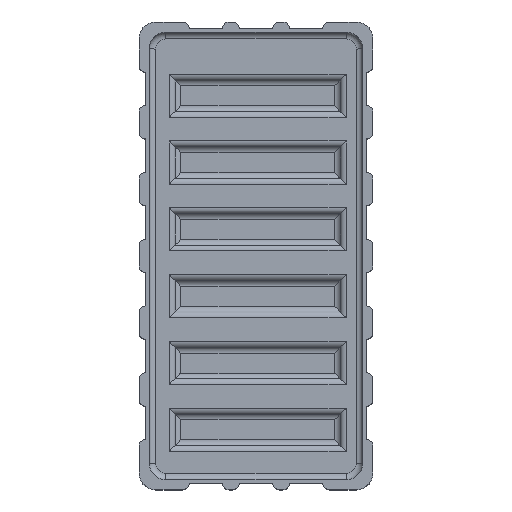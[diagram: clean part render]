
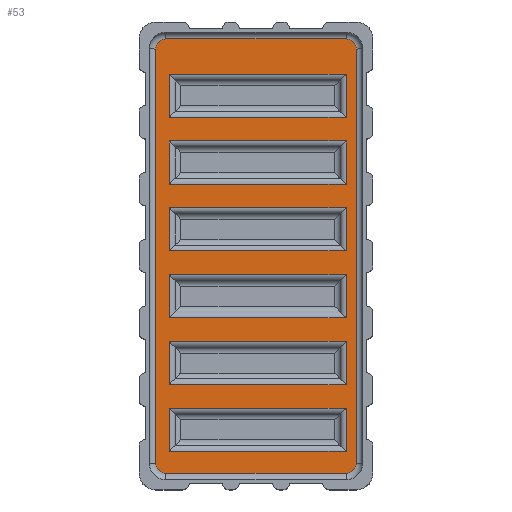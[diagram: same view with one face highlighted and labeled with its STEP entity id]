
A CAD part, top view. The second image highlights one B-rep face of the part: STEP entity #53.
In plain terms, the highlighted planar face has unit normal (0, 0, 1).
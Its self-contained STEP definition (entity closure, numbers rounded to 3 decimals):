
#53=ADVANCED_FACE('',(#1430,#1432,#1434,#1436,#1438,#1440,#1442),#1444,.T.);
#1430=FACE_BOUND('',#1431,.T.);
#1431=EDGE_LOOP('',(#2515,#2516,#2517,#2518,#2519,#2520,#2521,#2522));
#1432=FACE_BOUND('',#1433,.T.);
#1433=EDGE_LOOP('',(#2523,#2524,#2525,#2526));
#1434=FACE_BOUND('',#1435,.T.);
#1435=EDGE_LOOP('',(#2527,#2528,#2529,#2530));
#1436=FACE_BOUND('',#1437,.T.);
#1437=EDGE_LOOP('',(#2531,#2532,#2533,#2534));
#1438=FACE_BOUND('',#1439,.T.);
#1439=EDGE_LOOP('',(#2535,#2536,#2537,#2538));
#1440=FACE_BOUND('',#1441,.T.);
#1441=EDGE_LOOP('',(#2539,#2540,#2541,#2542));
#1442=FACE_BOUND('',#1443,.T.);
#1443=EDGE_LOOP('',(#2543,#2544,#2545,#2546));
#1444=PLANE('',#1445);
#1445=AXIS2_PLACEMENT_3D('',#1446,#1447,#1448);
#1446=CARTESIAN_POINT('',(0.,0.,3.));
#1447=DIRECTION('',(0.,0.,1.));
#1448=DIRECTION('',(-1.,0.,0.));
#2515=ORIENTED_EDGE('',*,*,#3315,.T.);
#2516=ORIENTED_EDGE('',*,*,#3316,.F.);
#2517=ORIENTED_EDGE('',*,*,#3317,.T.);
#2518=ORIENTED_EDGE('',*,*,#3318,.F.);
#2519=ORIENTED_EDGE('',*,*,#3319,.T.);
#2520=ORIENTED_EDGE('',*,*,#3320,.F.);
#2521=ORIENTED_EDGE('',*,*,#3321,.T.);
#2522=ORIENTED_EDGE('',*,*,#3322,.F.);
#2523=ORIENTED_EDGE('',*,*,#3323,.T.);
#2524=ORIENTED_EDGE('',*,*,#3324,.T.);
#2525=ORIENTED_EDGE('',*,*,#3325,.T.);
#2526=ORIENTED_EDGE('',*,*,#3326,.T.);
#2527=ORIENTED_EDGE('',*,*,#3327,.T.);
#2528=ORIENTED_EDGE('',*,*,#3328,.T.);
#2529=ORIENTED_EDGE('',*,*,#3329,.T.);
#2530=ORIENTED_EDGE('',*,*,#3330,.T.);
#2531=ORIENTED_EDGE('',*,*,#3331,.T.);
#2532=ORIENTED_EDGE('',*,*,#3332,.T.);
#2533=ORIENTED_EDGE('',*,*,#3333,.T.);
#2534=ORIENTED_EDGE('',*,*,#3334,.T.);
#2535=ORIENTED_EDGE('',*,*,#3335,.T.);
#2536=ORIENTED_EDGE('',*,*,#3336,.T.);
#2537=ORIENTED_EDGE('',*,*,#3337,.T.);
#2538=ORIENTED_EDGE('',*,*,#3338,.T.);
#2539=ORIENTED_EDGE('',*,*,#3339,.T.);
#2540=ORIENTED_EDGE('',*,*,#3340,.T.);
#2541=ORIENTED_EDGE('',*,*,#3341,.T.);
#2542=ORIENTED_EDGE('',*,*,#3342,.T.);
#2543=ORIENTED_EDGE('',*,*,#3343,.T.);
#2544=ORIENTED_EDGE('',*,*,#3344,.T.);
#2545=ORIENTED_EDGE('',*,*,#3345,.T.);
#2546=ORIENTED_EDGE('',*,*,#3346,.T.);
#3315=EDGE_CURVE('',#3715,#3716,#3717,.T.);
#3316=EDGE_CURVE('',#3718,#3716,#3719,.F.);
#3317=EDGE_CURVE('',#3718,#3720,#3721,.T.);
#3318=EDGE_CURVE('',#3722,#3720,#3723,.F.);
#3319=EDGE_CURVE('',#3722,#3724,#3725,.T.);
#3320=EDGE_CURVE('',#3726,#3724,#3727,.F.);
#3321=EDGE_CURVE('',#3726,#3728,#3729,.T.);
#3322=EDGE_CURVE('',#3715,#3728,#3730,.F.);
#3323=EDGE_CURVE('',#3731,#3732,#3733,.F.);
#3324=EDGE_CURVE('',#3732,#3734,#3735,.F.);
#3325=EDGE_CURVE('',#3734,#3736,#3737,.F.);
#3326=EDGE_CURVE('',#3736,#3731,#3738,.F.);
#3327=EDGE_CURVE('',#3739,#3740,#3741,.F.);
#3328=EDGE_CURVE('',#3740,#3742,#3743,.F.);
#3329=EDGE_CURVE('',#3742,#3744,#3745,.F.);
#3330=EDGE_CURVE('',#3744,#3739,#3746,.F.);
#3331=EDGE_CURVE('',#3747,#3748,#3749,.F.);
#3332=EDGE_CURVE('',#3748,#3750,#3751,.F.);
#3333=EDGE_CURVE('',#3750,#3752,#3753,.F.);
#3334=EDGE_CURVE('',#3752,#3747,#3754,.F.);
#3335=EDGE_CURVE('',#3755,#3756,#3757,.F.);
#3336=EDGE_CURVE('',#3756,#3758,#3759,.F.);
#3337=EDGE_CURVE('',#3758,#3760,#3761,.F.);
#3338=EDGE_CURVE('',#3760,#3755,#3762,.F.);
#3339=EDGE_CURVE('',#3763,#3764,#3765,.F.);
#3340=EDGE_CURVE('',#3764,#3766,#3767,.F.);
#3341=EDGE_CURVE('',#3766,#3768,#3769,.F.);
#3342=EDGE_CURVE('',#3768,#3763,#3770,.F.);
#3343=EDGE_CURVE('',#3771,#3772,#3773,.F.);
#3344=EDGE_CURVE('',#3772,#3774,#3775,.F.);
#3345=EDGE_CURVE('',#3774,#3776,#3777,.F.);
#3346=EDGE_CURVE('',#3776,#3771,#3778,.F.);
#3715=VERTEX_POINT('',#4371);
#3716=VERTEX_POINT('',#4372);
#3717=LINE('',#4373,#4374);
#3718=VERTEX_POINT('',#4376);
#3719=CIRCLE('',#4377,3.);
#3720=VERTEX_POINT('',#4381);
#3721=LINE('',#4382,#4383);
#3722=VERTEX_POINT('',#4385);
#3723=CIRCLE('',#4386,3.);
#3724=VERTEX_POINT('',#4390);
#3725=LINE('',#4391,#4392);
#3726=VERTEX_POINT('',#4394);
#3727=CIRCLE('',#4395,3.);
#3728=VERTEX_POINT('',#4399);
#3729=LINE('',#4400,#4401);
#3730=CIRCLE('',#4403,3.);
#3731=VERTEX_POINT('',#4407);
#3732=VERTEX_POINT('',#4408);
#3733=LINE('',#4409,#4410);
#3734=VERTEX_POINT('',#4412);
#3735=LINE('',#4413,#4414);
#3736=VERTEX_POINT('',#4416);
#3737=LINE('',#4417,#4418);
#3738=LINE('',#4420,#4421);
#3739=VERTEX_POINT('',#4423);
#3740=VERTEX_POINT('',#4424);
#3741=LINE('',#4425,#4426);
#3742=VERTEX_POINT('',#4428);
#3743=LINE('',#4429,#4430);
#3744=VERTEX_POINT('',#4432);
#3745=LINE('',#4433,#4434);
#3746=LINE('',#4436,#4437);
#3747=VERTEX_POINT('',#4439);
#3748=VERTEX_POINT('',#4440);
#3749=LINE('',#4441,#4442);
#3750=VERTEX_POINT('',#4444);
#3751=LINE('',#4445,#4446);
#3752=VERTEX_POINT('',#4448);
#3753=LINE('',#4449,#4450);
#3754=LINE('',#4452,#4453);
#3755=VERTEX_POINT('',#4455);
#3756=VERTEX_POINT('',#4456);
#3757=LINE('',#4457,#4458);
#3758=VERTEX_POINT('',#4460);
#3759=LINE('',#4461,#4462);
#3760=VERTEX_POINT('',#4464);
#3761=LINE('',#4465,#4466);
#3762=LINE('',#4468,#4469);
#3763=VERTEX_POINT('',#4471);
#3764=VERTEX_POINT('',#4472);
#3765=LINE('',#4473,#4474);
#3766=VERTEX_POINT('',#4476);
#3767=LINE('',#4477,#4478);
#3768=VERTEX_POINT('',#4480);
#3769=LINE('',#4481,#4482);
#3770=LINE('',#4484,#4485);
#3771=VERTEX_POINT('',#4487);
#3772=VERTEX_POINT('',#4488);
#3773=LINE('',#4489,#4490);
#3774=VERTEX_POINT('',#4492);
#3775=LINE('',#4493,#4494);
#3776=VERTEX_POINT('',#4496);
#3777=LINE('',#4497,#4498);
#3778=LINE('',#4500,#4501);
#4371=CARTESIAN_POINT('',(-30.,62.,3.));
#4372=CARTESIAN_POINT('',(-30.,-62.,3.));
#4373=CARTESIAN_POINT('',(-30.,62.,3.));
#4374=VECTOR('',#4375,1.);
#4375=DIRECTION('',(0.,-1.,0.));
#4376=CARTESIAN_POINT('',(-27.,-65.,3.));
#4377=AXIS2_PLACEMENT_3D('',#4378,#4379,#4380);
#4378=CARTESIAN_POINT('',(-27.,-62.,3.));
#4379=DIRECTION('',(0.,0.,1.));
#4380=DIRECTION('',(-1.,0.,0.));
#4381=CARTESIAN_POINT('',(27.,-65.,3.));
#4382=CARTESIAN_POINT('',(-27.,-65.,3.));
#4383=VECTOR('',#4384,1.);
#4384=DIRECTION('',(1.,0.,0.));
#4385=CARTESIAN_POINT('',(30.,-62.,3.));
#4386=AXIS2_PLACEMENT_3D('',#4387,#4388,#4389);
#4387=CARTESIAN_POINT('',(27.,-62.,3.));
#4388=DIRECTION('',(0.,0.,1.));
#4389=DIRECTION('',(0.,-1.,0.));
#4390=CARTESIAN_POINT('',(30.,62.,3.));
#4391=CARTESIAN_POINT('',(30.,-62.,3.));
#4392=VECTOR('',#4393,1.);
#4393=DIRECTION('',(0.,1.,0.));
#4394=CARTESIAN_POINT('',(27.,65.,3.));
#4395=AXIS2_PLACEMENT_3D('',#4396,#4397,#4398);
#4396=CARTESIAN_POINT('',(27.,62.,3.));
#4397=DIRECTION('',(0.,0.,1.));
#4398=DIRECTION('',(1.,0.,0.));
#4399=CARTESIAN_POINT('',(-27.,65.,3.));
#4400=CARTESIAN_POINT('',(27.,65.,3.));
#4401=VECTOR('',#4402,1.);
#4402=DIRECTION('',(-1.,0.,0.));
#4403=AXIS2_PLACEMENT_3D('',#4404,#4405,#4406);
#4404=CARTESIAN_POINT('',(-27.,62.,3.));
#4405=DIRECTION('',(0.,0.,1.));
#4406=DIRECTION('',(0.,1.,0.));
#4407=CARTESIAN_POINT('',(-25.964,-58.464,3.));
#4408=CARTESIAN_POINT('',(-25.964,-45.536,3.));
#4409=CARTESIAN_POINT('',(-25.964,-45.536,3.));
#4410=VECTOR('',#4411,1.);
#4411=DIRECTION('',(0.,-1.,0.));
#4412=CARTESIAN_POINT('',(26.964,-45.536,3.));
#4413=CARTESIAN_POINT('',(26.964,-45.536,3.));
#4414=VECTOR('',#4415,1.);
#4415=DIRECTION('',(-1.,0.,0.));
#4416=CARTESIAN_POINT('',(26.964,-58.464,3.));
#4417=CARTESIAN_POINT('',(26.964,-58.464,3.));
#4418=VECTOR('',#4419,1.);
#4419=DIRECTION('',(0.,1.,0.));
#4420=CARTESIAN_POINT('',(-25.964,-58.464,3.));
#4421=VECTOR('',#4422,1.);
#4422=DIRECTION('',(1.,0.,0.));
#4423=CARTESIAN_POINT('',(-25.964,41.536,3.));
#4424=CARTESIAN_POINT('',(-25.964,54.464,3.));
#4425=CARTESIAN_POINT('',(-25.964,54.464,3.));
#4426=VECTOR('',#4427,1.);
#4427=DIRECTION('',(0.,-1.,0.));
#4428=CARTESIAN_POINT('',(26.964,54.464,3.));
#4429=CARTESIAN_POINT('',(26.964,54.464,3.));
#4430=VECTOR('',#4431,1.);
#4431=DIRECTION('',(-1.,0.,0.));
#4432=CARTESIAN_POINT('',(26.964,41.536,3.));
#4433=CARTESIAN_POINT('',(26.964,41.536,3.));
#4434=VECTOR('',#4435,1.);
#4435=DIRECTION('',(0.,1.,0.));
#4436=CARTESIAN_POINT('',(-25.964,41.536,3.));
#4437=VECTOR('',#4438,1.);
#4438=DIRECTION('',(1.,0.,0.));
#4439=CARTESIAN_POINT('',(-25.964,21.536,3.));
#4440=CARTESIAN_POINT('',(-25.964,34.464,3.));
#4441=CARTESIAN_POINT('',(-25.964,34.464,3.));
#4442=VECTOR('',#4443,1.);
#4443=DIRECTION('',(0.,-1.,0.));
#4444=CARTESIAN_POINT('',(26.964,34.464,3.));
#4445=CARTESIAN_POINT('',(26.964,34.464,3.));
#4446=VECTOR('',#4447,1.);
#4447=DIRECTION('',(-1.,0.,0.));
#4448=CARTESIAN_POINT('',(26.964,21.536,3.));
#4449=CARTESIAN_POINT('',(26.964,21.536,3.));
#4450=VECTOR('',#4451,1.);
#4451=DIRECTION('',(0.,1.,0.));
#4452=CARTESIAN_POINT('',(-25.964,21.536,3.));
#4453=VECTOR('',#4454,1.);
#4454=DIRECTION('',(1.,0.,0.));
#4455=CARTESIAN_POINT('',(-25.964,1.536,3.));
#4456=CARTESIAN_POINT('',(-25.964,14.464,3.));
#4457=CARTESIAN_POINT('',(-25.964,14.464,3.));
#4458=VECTOR('',#4459,1.);
#4459=DIRECTION('',(0.,-1.,0.));
#4460=CARTESIAN_POINT('',(26.964,14.464,3.));
#4461=CARTESIAN_POINT('',(26.964,14.464,3.));
#4462=VECTOR('',#4463,1.);
#4463=DIRECTION('',(-1.,0.,0.));
#4464=CARTESIAN_POINT('',(26.964,1.536,3.));
#4465=CARTESIAN_POINT('',(26.964,1.536,3.));
#4466=VECTOR('',#4467,1.);
#4467=DIRECTION('',(0.,1.,0.));
#4468=CARTESIAN_POINT('',(-25.964,1.536,3.));
#4469=VECTOR('',#4470,1.);
#4470=DIRECTION('',(1.,0.,0.));
#4471=CARTESIAN_POINT('',(-25.964,-18.464,3.));
#4472=CARTESIAN_POINT('',(-25.964,-5.536,3.));
#4473=CARTESIAN_POINT('',(-25.964,-5.536,3.));
#4474=VECTOR('',#4475,1.);
#4475=DIRECTION('',(0.,-1.,0.));
#4476=CARTESIAN_POINT('',(26.964,-5.536,3.));
#4477=CARTESIAN_POINT('',(26.964,-5.536,3.));
#4478=VECTOR('',#4479,1.);
#4479=DIRECTION('',(-1.,0.,0.));
#4480=CARTESIAN_POINT('',(26.964,-18.464,3.));
#4481=CARTESIAN_POINT('',(26.964,-18.464,3.));
#4482=VECTOR('',#4483,1.);
#4483=DIRECTION('',(0.,1.,0.));
#4484=CARTESIAN_POINT('',(-25.964,-18.464,3.));
#4485=VECTOR('',#4486,1.);
#4486=DIRECTION('',(1.,0.,0.));
#4487=CARTESIAN_POINT('',(-25.964,-38.464,3.));
#4488=CARTESIAN_POINT('',(-25.964,-25.536,3.));
#4489=CARTESIAN_POINT('',(-25.964,-25.536,3.));
#4490=VECTOR('',#4491,1.);
#4491=DIRECTION('',(0.,-1.,0.));
#4492=CARTESIAN_POINT('',(26.964,-25.536,3.));
#4493=CARTESIAN_POINT('',(26.964,-25.536,3.));
#4494=VECTOR('',#4495,1.);
#4495=DIRECTION('',(-1.,0.,0.));
#4496=CARTESIAN_POINT('',(26.964,-38.464,3.));
#4497=CARTESIAN_POINT('',(26.964,-38.464,3.));
#4498=VECTOR('',#4499,1.);
#4499=DIRECTION('',(0.,1.,0.));
#4500=CARTESIAN_POINT('',(-25.964,-38.464,3.));
#4501=VECTOR('',#4502,1.);
#4502=DIRECTION('',(1.,0.,0.));
